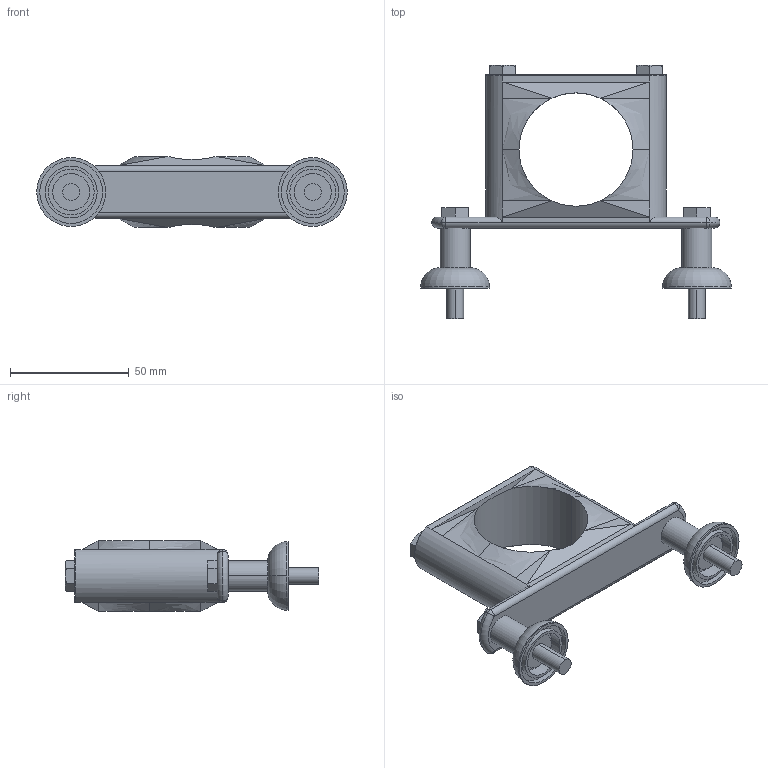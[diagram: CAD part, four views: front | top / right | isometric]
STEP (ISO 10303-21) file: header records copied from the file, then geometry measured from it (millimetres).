
FILE_DESCRIPTION (( 'STEP AP214' ), '1' );
FILE_NAME ('ZCB1.5T304ZP4.0.STEP', '2023-05-31T16:13:43', ( '' ), ( '' ), 'SwSTEP 2.0', 'SolidWorks 2018', '' );
FILE_SCHEMA (( 'AUTOMOTIVE_DESIGN' ));
Length unit declared in the file: inch
Products named in the file (1): ZCB1.5T304ZP4.0
Bounding box: 130.58 x 106.48 x 29.85 mm (x, y, z)
Volume: 86392.5 mm3; surface area: 25070.7 mm2
Topology: 1 solids, 1 shells, 140 faces, 322 edges, 198 vertices
Faces by surface type: plane 60, cylinder 28, cone 26, torus 10, bspline 8, sphere 8
Entity records: 4452 total; most frequent: CARTESIAN_POINT 1315, ORIENTED_EDGE 644, DIRECTION 630, EDGE_CURVE 322, AXIS2_PLACEMENT_3D 241, VERTEX_POINT 198, EDGE_LOOP 156, VECTOR 148
